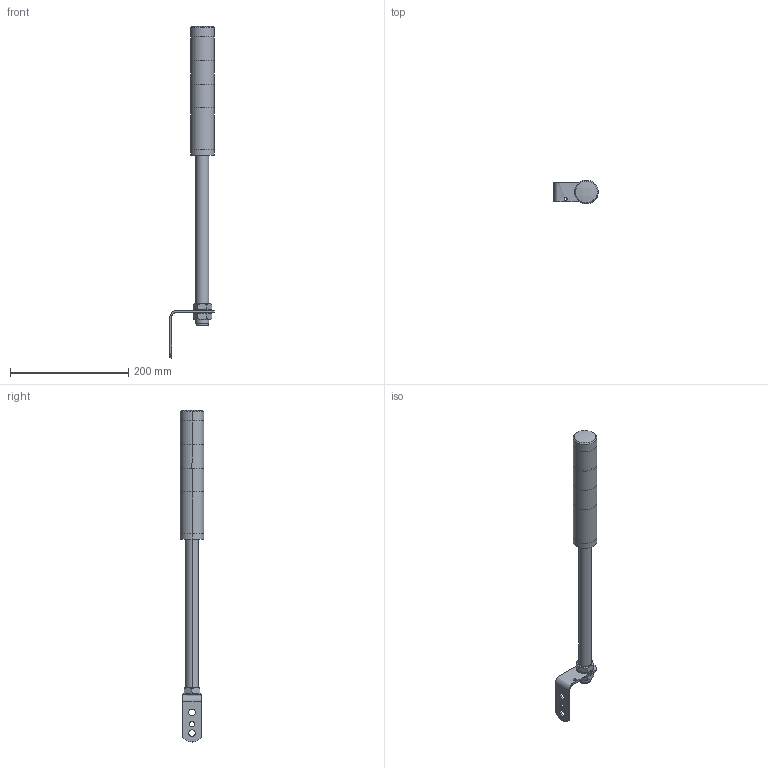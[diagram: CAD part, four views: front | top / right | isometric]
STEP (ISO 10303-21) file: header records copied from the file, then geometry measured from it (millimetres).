
FILE_DESCRIPTION (( 'STEP AP214' ), '1' );
FILE_NAME ('LR4-302LJNW-RYG.step', '2018-07-03T11:54:40', ( '' ), ( '' ), 'SwSTEP 2.0', 'SolidWorks 2017', '' );
FILE_SCHEMA (( 'AUTOMOTIVE_DESIGN' ));
Length unit declared in the file: inch
Products named in the file (1): LR4-302LJNW-RYG
Bounding box: 75 x 40 x 561.6 mm (x, y, z)
Volume: 340037.3 mm3; surface area: 112079.2 mm2
Topology: 12 solids, 12 shells, 162 faces, 340 edges, 224 vertices
Faces by surface type: cylinder 89, plane 58, bspline 11, cone 4
Entity records: 7772 total; most frequent: CARTESIAN_POINT 1888, DIRECTION 802, ORIENTED_EDGE 680, EDGE_CURVE 340, AXIS2_PLACEMENT_3D 339, VERTEX_POINT 224, EDGE_LOOP 210, CIRCLE 187
